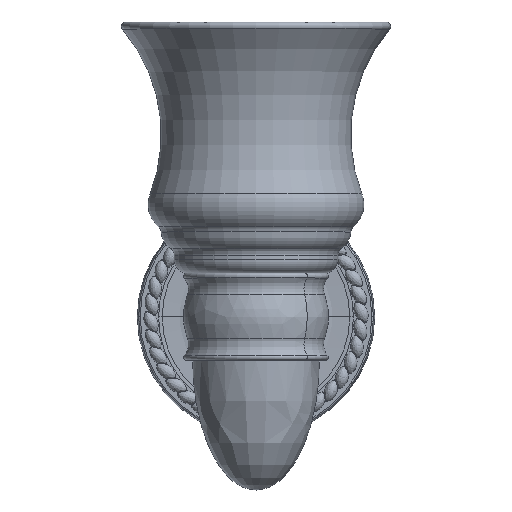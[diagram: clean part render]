
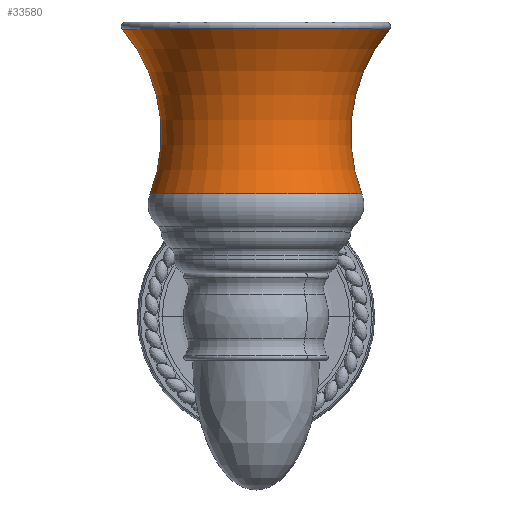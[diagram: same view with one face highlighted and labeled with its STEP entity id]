
A CAD part, top view. The second image highlights one B-rep face of the part: STEP entity #33580.
In plain terms, the highlighted toroidal (fillet/blend) face has major radius 124.12 mm and minor radius 78.486 mm.
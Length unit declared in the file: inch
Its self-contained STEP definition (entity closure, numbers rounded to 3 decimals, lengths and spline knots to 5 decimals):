
#32936=CARTESIAN_POINT('',(0.,2.32693,3.28966));
#32937=DIRECTION('',(0.,-1.,0.));
#32938=DIRECTION('',(1.,0.,0.));
#32939=AXIS2_PLACEMENT_3D('',#32936,#32937,#32938);
#32941=CARTESIAN_POINT('',(0.,5.45155,3.28966));
#32942=DIRECTION('',(0.,1.,0.));
#32943=DIRECTION('',(-1.,0.,0.));
#32944=AXIS2_PLACEMENT_3D('',#32941,#32942,#32943);
#32946=CARTESIAN_POINT('',(4.88661,3.44882,3.28966));
#32947=DIRECTION('',(0.,0.,-1.));
#32948=DIRECTION('',(-0.932,-0.363,0.));
#32949=AXIS2_PLACEMENT_3D('',#32946,#32947,#32948);
#32956=CARTESIAN_POINT('',(-4.88661,3.44882,
3.28966));
#32957=DIRECTION('',(0.,0.,1.));
#32958=DIRECTION('',(0.932,-0.363,0.));
#32959=AXIS2_PLACEMENT_3D('',#32956,#32957,#32958);
#33208=CARTESIAN_POINT('',(2.00747,2.32693,3.28966));
#33209=CARTESIAN_POINT('',(-2.00747,2.32693,
3.28966));
#33210=VERTEX_POINT('',#33208);
#33211=VERTEX_POINT('',#33209);
#33240=CARTESIAN_POINT('',(2.53349,5.45155,3.28966));
#33241=VERTEX_POINT('',#33240);
#33242=CARTESIAN_POINT('',(-2.53349,5.45155,
3.28966));
#33243=VERTEX_POINT('',#33242);
#33566=CARTESIAN_POINT('',(0.,3.44882,3.28966));
#33567=DIRECTION('',(0.,-1.,0.));
#33568=DIRECTION('',(-1.,0.,0.));
#33569=AXIS2_PLACEMENT_3D('',#33566,#33567,#33568);
#33570=TOROIDAL_SURFACE('',#33569,4.88661,3.09);
#33572=ORIENTED_EDGE('',*,*,#33571,.F.);
#33573=ORIENTED_EDGE('',*,*,#33548,.T.);
#33575=ORIENTED_EDGE('',*,*,#33574,.T.);
#33577=ORIENTED_EDGE('',*,*,#33576,.T.);
#33578=EDGE_LOOP('',(#33572,#33573,#33575,#33577));
#33579=FACE_OUTER_BOUND('',#33578,.F.);
#33580=ADVANCED_FACE('',(#33579),#33570,.F.);
#32940=CIRCLE('',#32939,2.00747);
#32945=CIRCLE('',#32944,2.53349);
#32950=CIRCLE('',#32949,3.09);
#32960=CIRCLE('',#32959,3.09);
#33548=EDGE_CURVE('',#33210,#33211,#32940,.T.);
#33571=EDGE_CURVE('',#33210,#33241,#32950,.T.);
#33574=EDGE_CURVE('',#33211,#33243,#32960,.T.);
#33576=EDGE_CURVE('',#33243,#33241,#32945,.T.);
